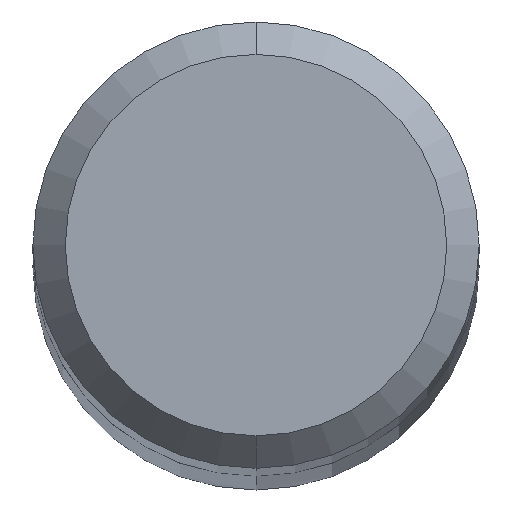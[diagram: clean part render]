
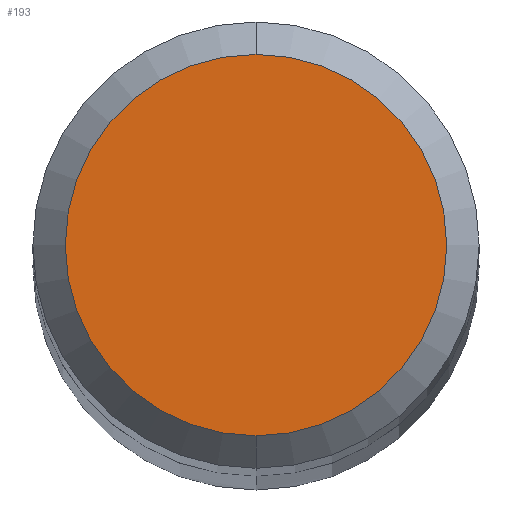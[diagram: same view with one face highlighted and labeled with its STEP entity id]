
A CAD part, top view. The second image highlights one B-rep face of the part: STEP entity #193.
In plain terms, the highlighted planar face has unit normal (0, 0, 1).
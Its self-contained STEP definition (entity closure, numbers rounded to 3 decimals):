
#193=ADVANCED_FACE('',(#455),#456,.T.);
#319=VERTEX_POINT('',#597);
#323=VERTEX_POINT('',#601);
#331=EDGE_CURVE('',#323,#319,#610,.T.);
#339=EDGE_CURVE('',#319,#323,#618,.T.);
#455=FACE_OUTER_BOUND('',#744,.T.);
#456=PLANE('',#745);
#597=CARTESIAN_POINT('',(0.,-2.35,53.0));
#601=CARTESIAN_POINT('',(0.0,2.35,53.0));
#610=CIRCLE('',#1096,2.35);
#618=CIRCLE('',#1106,2.35);
#744=EDGE_LOOP('',(#1320,#1321));
#745=AXIS2_PLACEMENT_3D('',#1322,#1323,#1324);
#1096=AXIS2_PLACEMENT_3D('',#1493,#1494,#1495);
#1106=AXIS2_PLACEMENT_3D('',#1499,#1500,#1501);
#1320=ORIENTED_EDGE('',*,*,#331,.F.);
#1321=ORIENTED_EDGE('',*,*,#339,.F.);
#1322=CARTESIAN_POINT('',(0.0,1.175,53.0));
#1323=DIRECTION('',(0.0,0.0,1.0));
#1324=DIRECTION('',(0.0,-1.0,0.0));
#1493=CARTESIAN_POINT('',(0.0,0.0,53.0));
#1494=DIRECTION('',(0.0,0.0,-1.0));
#1495=DIRECTION('',(0.0,1.0,0.0));
#1499=CARTESIAN_POINT('',(0.0,0.0,53.0));
#1500=DIRECTION('',(0.0,0.0,-1.0));
#1501=DIRECTION('',(0.0,1.0,0.0));
